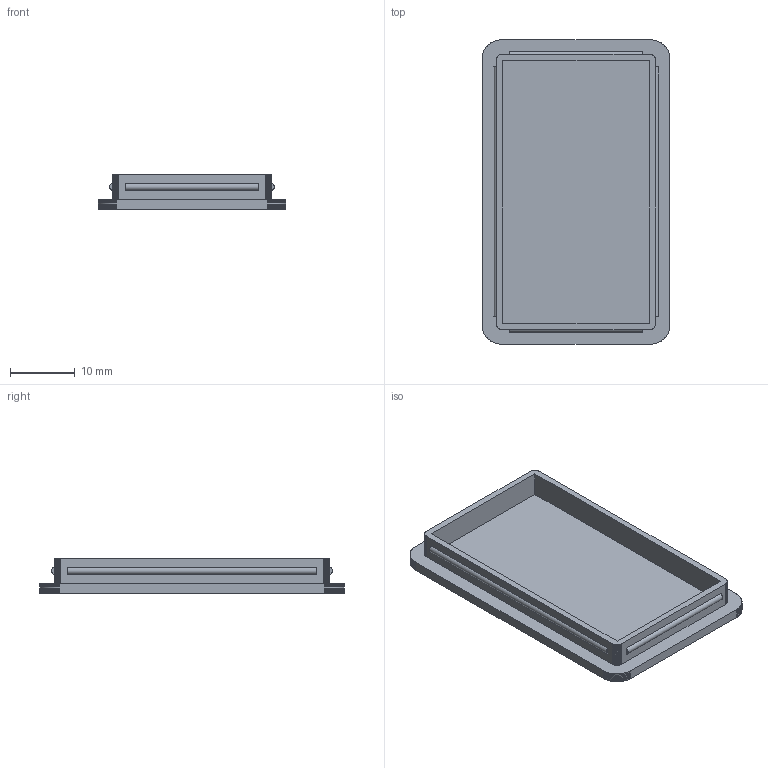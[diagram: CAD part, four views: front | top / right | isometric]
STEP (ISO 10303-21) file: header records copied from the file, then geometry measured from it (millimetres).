
FILE_DESCRIPTION(('FreeCAD Model'),'2;1');
FILE_NAME('Open CASCADE Shape Model','2025-04-14T08:48:58',(''),(''), 'Open CASCADE STEP processor 7.6','FreeCAD','Unknown');
FILE_SCHEMA(('AUTOMOTIVE_DESIGN { 1 0 10303 214 1 1 1 1 }'));
Length unit declared in the file: millimetre
Products named in the file (1): Group007
Bounding box: 29.1 x 47.1 x 5.4 mm (x, y, z)
Volume: 2585.1 mm3; surface area: 4004.1 mm2
Topology: 1 solids, 1 shells, 220 faces, 699 edges, 488 vertices
Faces by surface type: plane 215, cylinder 5
Entity records: 16606 total; most frequent: CARTESIAN_POINT 2970, DIRECTION 2385, LINE 1913, VECTOR 1913, ORIENTED_EDGE 1398, PCURVE 1398, DEFINITIONAL_REPRESENTATION 1398, EDGE_CURVE 699
